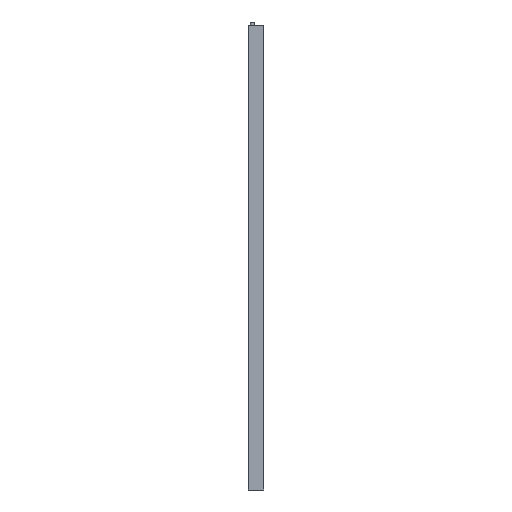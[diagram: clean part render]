
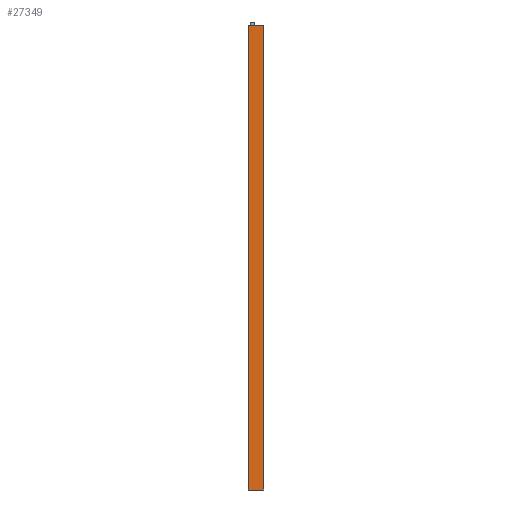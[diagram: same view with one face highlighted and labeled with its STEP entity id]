
A CAD part, left-side view. The second image highlights one B-rep face of the part: STEP entity #27349.
In plain terms, the highlighted planar face has unit normal (-1, 0.003, 0).
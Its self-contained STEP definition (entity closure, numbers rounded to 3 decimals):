
#712 = CARTESIAN_POINT ( 'NONE',  ( -6.401, -0.198, -950. ) ) ;
#1576 = CARTESIAN_POINT ( 'NONE',  ( -6.498, -29.5, -950. ) ) ;
#5012 = ORIENTED_EDGE ( 'NONE', *, *, #27398, .F. ) ;
#5548 = ORIENTED_EDGE ( 'NONE', *, *, #30385, .T. ) ;
#5998 = VECTOR ( 'NONE', #35715, 1000. ) ;
#6411 = VERTEX_POINT ( 'NONE', #1576 ) ;
#7282 = DIRECTION ( 'NONE',  ( 0.003, 1., 0. ) ) ;
#7352 = CARTESIAN_POINT ( 'NONE',  ( -6.498, -29.5, -950. ) ) ;
#7758 = AXIS2_PLACEMENT_3D ( 'NONE', #23819, #24540, #32981 ) ;
#8290 = ORIENTED_EDGE ( 'NONE', *, *, #24681, .T. ) ;
#8523 = VERTEX_POINT ( 'NONE', #34346 ) ;
#9128 = VECTOR ( 'NONE', #7282, 1000. ) ;
#10028 = LINE ( 'NONE', #18234, #9128 ) ;
#10141 = PLANE ( 'NONE',  #7758 ) ;
#10166 = VECTOR ( 'NONE', #30966, 1000. ) ;
#10235 = ORIENTED_EDGE ( 'NONE', *, *, #25213, .T. ) ;
#18234 = CARTESIAN_POINT ( 'NONE',  ( -6.4, 0.002, 0. ) ) ;
#20774 = VERTEX_POINT ( 'NONE', #28594 ) ;
#21622 = FACE_OUTER_BOUND ( 'NONE', #28838, .T. ) ;
#22721 = CARTESIAN_POINT ( 'NONE',  ( -6.401, -0.198, -950. ) ) ;
#23819 = CARTESIAN_POINT ( 'NONE',  ( -6.4, 0.002, -950. ) ) ;
#24540 = DIRECTION ( 'NONE',  ( 1., -0.003, 0. ) ) ;
#24681 = EDGE_CURVE ( 'NONE', #6411, #8523, #32756, .T. ) ;
#24689 = DIRECTION ( 'NONE',  ( 0., 0., 1. ) ) ;
#25213 = EDGE_CURVE ( 'NONE', #8523, #20774, #10028, .T. ) ;
#27285 = CARTESIAN_POINT ( 'NONE',  ( -6.4, 0.002, -950. ) ) ;
#27349 = ADVANCED_FACE ( 'NONE', ( #21622 ), #10141, .F. ) ;
#27398 = EDGE_CURVE ( 'NONE', #6411, #33099, #35175, .T. ) ;
#28384 = VECTOR ( 'NONE', #24689, 1000. ) ;
#28594 = CARTESIAN_POINT ( 'NONE',  ( -6.401, -0.198, 0. ) ) ;
#28838 = EDGE_LOOP ( 'NONE', ( #10235, #5548, #5012, #8290 ) ) ;
#30385 = EDGE_CURVE ( 'NONE', #20774, #33099, #30621, .T. ) ;
#30621 = LINE ( 'NONE', #22721, #10166 ) ;
#30966 = DIRECTION ( 'NONE',  ( 0., 0., -1. ) ) ;
#32756 = LINE ( 'NONE', #7352, #28384 ) ;
#32981 = DIRECTION ( 'NONE',  ( 0.003, 1., 0. ) ) ;
#33099 = VERTEX_POINT ( 'NONE', #712 ) ;
#34346 = CARTESIAN_POINT ( 'NONE',  ( -6.498, -29.5, 0. ) ) ;
#35175 = LINE ( 'NONE', #27285, #5998 ) ;
#35715 = DIRECTION ( 'NONE',  ( 0.003, 1., 0. ) ) ;
